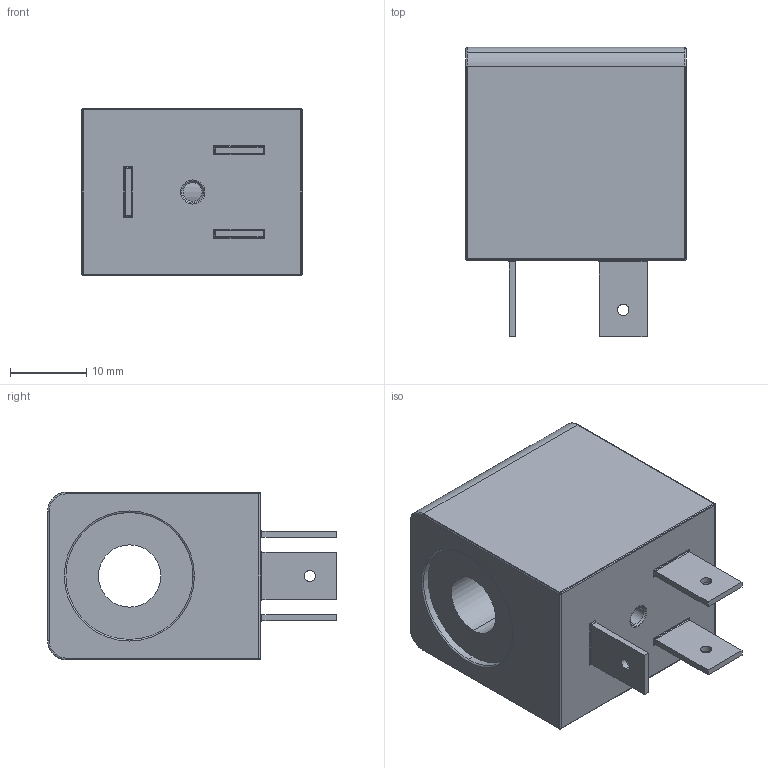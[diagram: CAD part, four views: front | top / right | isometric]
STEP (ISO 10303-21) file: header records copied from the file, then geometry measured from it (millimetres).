
FILE_DESCRIPTION(('HOOPS Exchange Step'),'2;1');
FILE_NAME('export-942BDCCE-E8EF-4FF0-ABB2-F896FBFF5FB1.stp','2024-04-09T09:41:35+02:00',('Gebruiker'),('Alibre'),'HOOPS Exchange 2021.0','Alibre','Unknown authorisation');
FILE_SCHEMA( ('AP242_MANAGED_MODEL_BASED_3D_ENGINEERING_MIM_LF {1 0 10303 442 1 1 4 }') );
Length unit declared in the file: millimetre
Products named in the file (1): 2343 W0215000111 coil for Pneumatic valves 24V AC (50-60hz) 5.3VA
Bounding box: 29 x 38 x 22 mm (x, y, z)
Surface area: 5162.5 mm2 (no closed solid volume)
Topology: 0 solids, 88 shells, 98 faces, 431 edges, 407 vertices
Faces by surface type: cylinder 60, plane 22, torus 10, sphere 4, cone 2
Entity records: 4855 total; most frequent: CARTESIAN_POINT 1042, DIRECTION 824, ORIENTED_EDGE 447, EDGE_CURVE 427, VERTEX_POINT 407, AXIS2_PLACEMENT_3D 309, VECTOR 206, LINE 206
